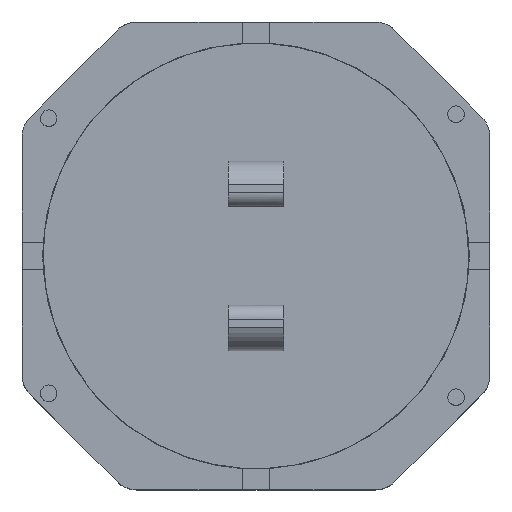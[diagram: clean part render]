
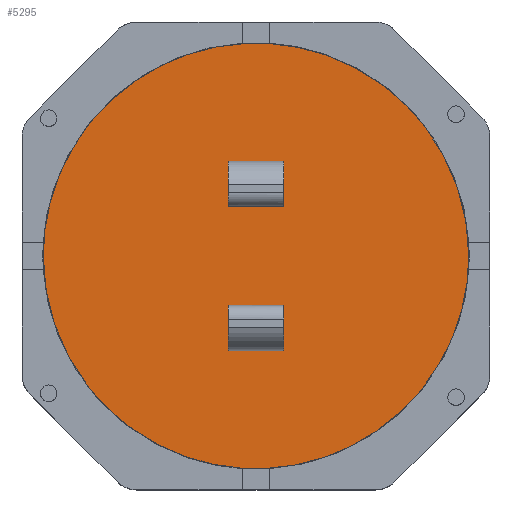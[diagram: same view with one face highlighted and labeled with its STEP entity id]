
A CAD part, top view. The second image highlights one B-rep face of the part: STEP entity #5295.
In plain terms, the highlighted free-form (B-spline) face has degree [1, 1] with [2, 2] control points.
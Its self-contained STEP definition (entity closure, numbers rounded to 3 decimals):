
#57 = EDGE_CURVE('',#58,#60,#62,.T.);
#58 = VERTEX_POINT('',#59);
#59 = CARTESIAN_POINT('',(10.876,0.,
    8.44));
#60 = VERTEX_POINT('',#61);
#61 = CARTESIAN_POINT('',(-10.876,0.,8.44));
#62 = ( BOUNDED_CURVE() B_SPLINE_CURVE(2,(#63,#64,#65,#66,#67),
.UNSPECIFIED.,.F.,.F.) B_SPLINE_CURVE_WITH_KNOTS((3,2,3),(0.,
1.571,3.142),.PIECEWISE_BEZIER_KNOTS.) CURVE() 
GEOMETRIC_REPRESENTATION_ITEM() RATIONAL_B_SPLINE_CURVE((1.,
0.707,1.,0.707,1.)) REPRESENTATION_ITEM('') );
#63 = CARTESIAN_POINT('',(10.876,0.,8.44));
#64 = CARTESIAN_POINT('',(10.876,10.876,8.44)
  );
#65 = CARTESIAN_POINT('',(0.,10.876,
    8.44));
#66 = CARTESIAN_POINT('',(-10.876,10.876,8.44)
  );
#67 = CARTESIAN_POINT('',(-10.876,0.,
    8.44));
#5295 = ADVANCED_FACE('',(#5296,#5307,#5353),#5399,.T.);
#5296 = FACE_BOUND('',#5297,.T.);
#5297 = EDGE_LOOP('',(#5298,#5306));
#5298 = ORIENTED_EDGE('',*,*,#5299,.T.);
#5299 = EDGE_CURVE('',#60,#58,#5300,.T.);
#5300 = ( BOUNDED_CURVE() B_SPLINE_CURVE(2,(#5301,#5302,#5303,#5304,
#5305),.UNSPECIFIED.,.F.,.F.) B_SPLINE_CURVE_WITH_KNOTS((3,2,3),(
    3.142,4.712,6.283),
.PIECEWISE_BEZIER_KNOTS.) CURVE() GEOMETRIC_REPRESENTATION_ITEM() 
RATIONAL_B_SPLINE_CURVE((1.,0.707,1.,0.707,1.)) 
REPRESENTATION_ITEM('') );
#5301 = CARTESIAN_POINT('',(-10.876,0.,
    8.44));
#5302 = CARTESIAN_POINT('',(-10.876,-10.876,
    8.44));
#5303 = CARTESIAN_POINT('',(0.,-10.876,
    8.44));
#5304 = CARTESIAN_POINT('',(10.876,-10.876,
    8.44));
#5305 = CARTESIAN_POINT('',(10.876,0.,
    8.44));
#5306 = ORIENTED_EDGE('',*,*,#57,.T.);
#5307 = FACE_BOUND('',#5308,.T.);
#5308 = EDGE_LOOP('',(#5309,#5318,#5325,#5333,#5340,#5348));
#5309 = ORIENTED_EDGE('',*,*,#5310,.F.);
#5310 = EDGE_CURVE('',#5311,#5313,#5315,.T.);
#5311 = VERTEX_POINT('',#5312);
#5312 = CARTESIAN_POINT('',(-1.407,2.532,
    8.44));
#5313 = VERTEX_POINT('',#5314);
#5314 = CARTESIAN_POINT('',(1.407,2.532,8.44
    ));
#5315 = B_SPLINE_CURVE_WITH_KNOTS('',1,(#5316,#5317),.UNSPECIFIED.,.F.,
  .F.,(2,2),(-1.,1.),.PIECEWISE_BEZIER_KNOTS.);
#5316 = CARTESIAN_POINT('',(-1.407,2.532,
    8.44));
#5317 = CARTESIAN_POINT('',(1.407,2.532,8.44
    ));
#5318 = ORIENTED_EDGE('',*,*,#5319,.T.);
#5319 = EDGE_CURVE('',#5311,#5320,#5322,.T.);
#5320 = VERTEX_POINT('',#5321);
#5321 = CARTESIAN_POINT('',(-1.407,3.17,
    8.44));
#5322 = B_SPLINE_CURVE_WITH_KNOTS('',1,(#5323,#5324),.UNSPECIFIED.,.F.,
  .F.,(2,2),(1.8,2.253),.PIECEWISE_BEZIER_KNOTS.);
#5323 = CARTESIAN_POINT('',(-1.407,2.532,
    8.44));
#5324 = CARTESIAN_POINT('',(-1.407,3.17,
    8.44));
#5325 = ORIENTED_EDGE('',*,*,#5326,.F.);
#5326 = EDGE_CURVE('',#5327,#5320,#5329,.T.);
#5327 = VERTEX_POINT('',#5328);
#5328 = CARTESIAN_POINT('',(-0.703,3.69,
    8.44));
#5329 = ( BOUNDED_CURVE() B_SPLINE_CURVE(2,(#5330,#5331,#5332),
.UNSPECIFIED.,.F.,.F.) B_SPLINE_CURVE_WITH_KNOTS((3,3),(4.712,
5.985),.PIECEWISE_BEZIER_KNOTS.) CURVE() 
GEOMETRIC_REPRESENTATION_ITEM() RATIONAL_B_SPLINE_CURVE((1.,
0.804,1.)) REPRESENTATION_ITEM('') );
#5330 = CARTESIAN_POINT('',(-0.703,3.69,
    8.44));
#5331 = CARTESIAN_POINT('',(-1.247,3.69,
    8.44));
#5332 = CARTESIAN_POINT('',(-1.407,3.17,
    8.44));
#5333 = ORIENTED_EDGE('',*,*,#5334,.F.);
#5334 = EDGE_CURVE('',#5335,#5327,#5337,.T.);
#5335 = VERTEX_POINT('',#5336);
#5336 = CARTESIAN_POINT('',(0.703,3.69,8.44
    ));
#5337 = B_SPLINE_CURVE_WITH_KNOTS('',1,(#5338,#5339),.UNSPECIFIED.,.F.,
  .F.,(2,2),(0.5,1.5),.PIECEWISE_BEZIER_KNOTS.);
#5338 = CARTESIAN_POINT('',(0.703,3.69,8.44
    ));
#5339 = CARTESIAN_POINT('',(-0.703,3.69,
    8.44));
#5340 = ORIENTED_EDGE('',*,*,#5341,.F.);
#5341 = EDGE_CURVE('',#5342,#5335,#5344,.T.);
#5342 = VERTEX_POINT('',#5343);
#5343 = CARTESIAN_POINT('',(1.407,3.17,8.44
    ));
#5344 = ( BOUNDED_CURVE() B_SPLINE_CURVE(2,(#5345,#5346,#5347),
.UNSPECIFIED.,.F.,.F.) B_SPLINE_CURVE_WITH_KNOTS((3,3),(3.439,
4.712),.PIECEWISE_BEZIER_KNOTS.) CURVE() 
GEOMETRIC_REPRESENTATION_ITEM() RATIONAL_B_SPLINE_CURVE((1.,
0.804,1.)) REPRESENTATION_ITEM('') );
#5345 = CARTESIAN_POINT('',(1.407,3.17,8.44
    ));
#5346 = CARTESIAN_POINT('',(1.247,3.69,8.44
    ));
#5347 = CARTESIAN_POINT('',(0.703,3.69,8.44
    ));
#5348 = ORIENTED_EDGE('',*,*,#5349,.F.);
#5349 = EDGE_CURVE('',#5313,#5342,#5350,.T.);
#5350 = B_SPLINE_CURVE_WITH_KNOTS('',1,(#5351,#5352),.UNSPECIFIED.,.F.,
  .F.,(2,2),(1.8,2.253),.PIECEWISE_BEZIER_KNOTS.);
#5351 = CARTESIAN_POINT('',(1.407,2.532,8.44
    ));
#5352 = CARTESIAN_POINT('',(1.407,3.17,8.44
    ));
#5353 = FACE_BOUND('',#5354,.T.);
#5354 = EDGE_LOOP('',(#5355,#5364,#5371,#5378,#5386,#5393));
#5355 = ORIENTED_EDGE('',*,*,#5356,.F.);
#5356 = EDGE_CURVE('',#5357,#5359,#5361,.T.);
#5357 = VERTEX_POINT('',#5358);
#5358 = CARTESIAN_POINT('',(-1.407,-2.532,
    8.44));
#5359 = VERTEX_POINT('',#5360);
#5360 = CARTESIAN_POINT('',(-1.407,-3.17,
    8.44));
#5361 = B_SPLINE_CURVE_WITH_KNOTS('',1,(#5362,#5363),.UNSPECIFIED.,.F.,
  .F.,(2,2),(1.8,2.253),.PIECEWISE_BEZIER_KNOTS.);
#5362 = CARTESIAN_POINT('',(-1.407,-2.532,
    8.44));
#5363 = CARTESIAN_POINT('',(-1.407,-3.17,
    8.44));
#5364 = ORIENTED_EDGE('',*,*,#5365,.T.);
#5365 = EDGE_CURVE('',#5357,#5366,#5368,.T.);
#5366 = VERTEX_POINT('',#5367);
#5367 = CARTESIAN_POINT('',(1.407,-2.532,
    8.44));
#5368 = B_SPLINE_CURVE_WITH_KNOTS('',1,(#5369,#5370),.UNSPECIFIED.,.F.,
  .F.,(2,2),(-1.,1.),.PIECEWISE_BEZIER_KNOTS.);
#5369 = CARTESIAN_POINT('',(-1.407,-2.532,
    8.44));
#5370 = CARTESIAN_POINT('',(1.407,-2.532,
    8.44));
#5371 = ORIENTED_EDGE('',*,*,#5372,.T.);
#5372 = EDGE_CURVE('',#5366,#5373,#5375,.T.);
#5373 = VERTEX_POINT('',#5374);
#5374 = CARTESIAN_POINT('',(1.407,-3.17,
    8.44));
#5375 = B_SPLINE_CURVE_WITH_KNOTS('',1,(#5376,#5377),.UNSPECIFIED.,.F.,
  .F.,(2,2),(1.8,2.253),.PIECEWISE_BEZIER_KNOTS.);
#5376 = CARTESIAN_POINT('',(1.407,-2.532,
    8.44));
#5377 = CARTESIAN_POINT('',(1.407,-3.17,
    8.44));
#5378 = ORIENTED_EDGE('',*,*,#5379,.F.);
#5379 = EDGE_CURVE('',#5380,#5373,#5382,.T.);
#5380 = VERTEX_POINT('',#5381);
#5381 = CARTESIAN_POINT('',(0.703,-3.69,
    8.44));
#5382 = ( BOUNDED_CURVE() B_SPLINE_CURVE(2,(#5383,#5384,#5385),
.UNSPECIFIED.,.F.,.F.) B_SPLINE_CURVE_WITH_KNOTS((3,3),(1.571,
2.844),.PIECEWISE_BEZIER_KNOTS.) CURVE() 
GEOMETRIC_REPRESENTATION_ITEM() RATIONAL_B_SPLINE_CURVE((1.,
0.804,1.)) REPRESENTATION_ITEM('') );
#5383 = CARTESIAN_POINT('',(0.703,-3.69,
    8.44));
#5384 = CARTESIAN_POINT('',(1.247,-3.69,
    8.44));
#5385 = CARTESIAN_POINT('',(1.407,-3.17,
    8.44));
#5386 = ORIENTED_EDGE('',*,*,#5387,.F.);
#5387 = EDGE_CURVE('',#5388,#5380,#5390,.T.);
#5388 = VERTEX_POINT('',#5389);
#5389 = CARTESIAN_POINT('',(-0.703,-3.69,
    8.44));
#5390 = B_SPLINE_CURVE_WITH_KNOTS('',1,(#5391,#5392),.UNSPECIFIED.,.F.,
  .F.,(2,2),(-0.5,0.5),.PIECEWISE_BEZIER_KNOTS.);
#5391 = CARTESIAN_POINT('',(-0.703,-3.69,
    8.44));
#5392 = CARTESIAN_POINT('',(0.703,-3.69,
    8.44));
#5393 = ORIENTED_EDGE('',*,*,#5394,.F.);
#5394 = EDGE_CURVE('',#5359,#5388,#5395,.T.);
#5395 = ( BOUNDED_CURVE() B_SPLINE_CURVE(2,(#5396,#5397,#5398),
.UNSPECIFIED.,.F.,.F.) B_SPLINE_CURVE_WITH_KNOTS((3,3),(0.298,
1.571),.PIECEWISE_BEZIER_KNOTS.) CURVE() 
GEOMETRIC_REPRESENTATION_ITEM() RATIONAL_B_SPLINE_CURVE((1.,
0.804,1.)) REPRESENTATION_ITEM('') );
#5396 = CARTESIAN_POINT('',(-1.407,-3.17,
    8.44));
#5397 = CARTESIAN_POINT('',(-1.247,-3.69,
    8.44));
#5398 = CARTESIAN_POINT('',(-0.703,-3.69,
    8.44));
#5399 = B_SPLINE_SURFACE_WITH_KNOTS('',1,1,(
    (#5400,#5401)
    ,(#5402,#5403
    )),.UNSPECIFIED.,.F.,.F.,.F.,(2,2),(2,2),(-7.732,
    7.732),(-7.732,7.732),
  .PIECEWISE_BEZIER_KNOTS.);
#5400 = CARTESIAN_POINT('',(-10.876,-10.876,
    8.44));
#5401 = CARTESIAN_POINT('',(-10.876,10.876,
    8.44));
#5402 = CARTESIAN_POINT('',(10.876,-10.876,
    8.44));
#5403 = CARTESIAN_POINT('',(10.876,10.876,8.44
    ));
